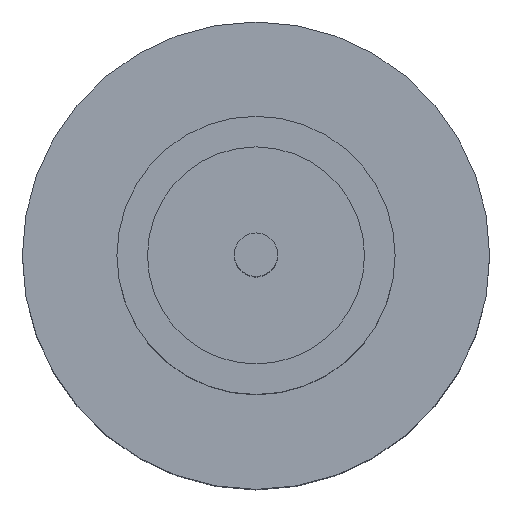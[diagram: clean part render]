
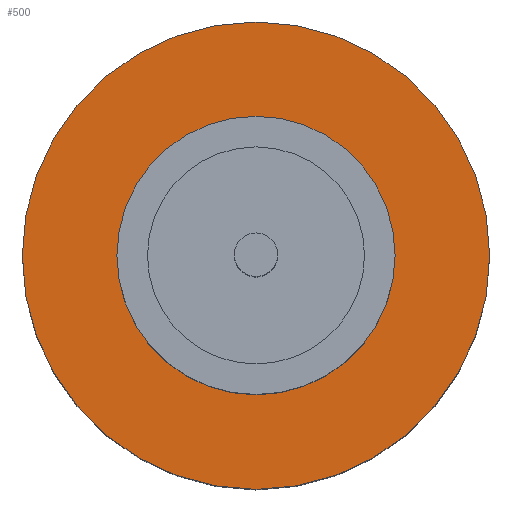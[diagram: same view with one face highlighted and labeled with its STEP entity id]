
A CAD part, top view. The second image highlights one B-rep face of the part: STEP entity #500.
In plain terms, the highlighted planar face has unit normal (0, 0, 1).
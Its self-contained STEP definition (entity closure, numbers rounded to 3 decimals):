
#46 = DIRECTION ( 'NONE',  ( 0., 0., 1. ) ) ;
#97 = CIRCLE ( 'NONE', #324, 1.25 ) ;
#142 = CARTESIAN_POINT ( 'NONE',  ( 1.25, 0., 1.55 ) ) ;
#171 = CARTESIAN_POINT ( 'NONE',  ( 2.1, 0., 1.55 ) ) ;
#213 = EDGE_LOOP ( 'NONE', ( #263, #407 ) ) ;
#244 = DIRECTION ( 'NONE',  ( 1., 0., 0. ) ) ;
#263 = ORIENTED_EDGE ( 'NONE', *, *, #699, .T. ) ;
#264 = AXIS2_PLACEMENT_3D ( 'NONE', #464, #473, #395 ) ;
#285 = CARTESIAN_POINT ( 'NONE',  ( 0., 0., 1.55 ) ) ;
#323 = PLANE ( 'NONE',  #863 ) ;
#324 = AXIS2_PLACEMENT_3D ( 'NONE', #903, #544, #244 ) ;
#325 = CIRCLE ( 'NONE', #571, 2.1 ) ;
#336 = VERTEX_POINT ( 'NONE', #533 ) ;
#344 = EDGE_CURVE ( 'NONE', #517, #765, #97, .T. ) ;
#377 = ORIENTED_EDGE ( 'NONE', *, *, #344, .F. ) ;
#382 = CIRCLE ( 'NONE', #664, 2.1 ) ;
#395 = DIRECTION ( 'NONE',  ( 1., 0., 0. ) ) ;
#396 = EDGE_CURVE ( 'NONE', #765, #517, #413, .T. ) ;
#407 = ORIENTED_EDGE ( 'NONE', *, *, #521, .T. ) ;
#410 = DIRECTION ( 'NONE',  ( 1., 0., 0. ) ) ;
#413 = CIRCLE ( 'NONE', #264, 1.25 ) ;
#425 = DIRECTION ( 'NONE',  ( 1., 0., 0. ) ) ;
#464 = CARTESIAN_POINT ( 'NONE',  ( 0., 0., 1.55 ) ) ;
#473 = DIRECTION ( 'NONE',  ( 0., 0., 1. ) ) ;
#483 = CARTESIAN_POINT ( 'NONE',  ( -1.25, 0., 1.55 ) ) ;
#492 = DIRECTION ( 'NONE',  ( 0., 0., 1. ) ) ;
#500 = ADVANCED_FACE ( 'NONE', ( #536, #702 ), #323, .T. ) ;
#517 = VERTEX_POINT ( 'NONE', #483 ) ;
#521 = EDGE_CURVE ( 'NONE', #919, #336, #325, .T. ) ;
#533 = CARTESIAN_POINT ( 'NONE',  ( -2.1, 0., 1.55 ) ) ;
#536 = FACE_BOUND ( 'NONE', #557, .T. ) ;
#544 = DIRECTION ( 'NONE',  ( 0., 0., 1. ) ) ;
#557 = EDGE_LOOP ( 'NONE', ( #755, #377 ) ) ;
#571 = AXIS2_PLACEMENT_3D ( 'NONE', #689, #492, #410 ) ;
#612 = CARTESIAN_POINT ( 'NONE',  ( 0., 0., 1.55 ) ) ;
#620 = DIRECTION ( 'NONE',  ( 1., 0., 0. ) ) ;
#664 = AXIS2_PLACEMENT_3D ( 'NONE', #285, #943, #425 ) ;
#689 = CARTESIAN_POINT ( 'NONE',  ( 0., 0., 1.55 ) ) ;
#699 = EDGE_CURVE ( 'NONE', #336, #919, #382, .T. ) ;
#702 = FACE_OUTER_BOUND ( 'NONE', #213, .T. ) ;
#755 = ORIENTED_EDGE ( 'NONE', *, *, #396, .F. ) ;
#765 = VERTEX_POINT ( 'NONE', #142 ) ;
#863 = AXIS2_PLACEMENT_3D ( 'NONE', #612, #46, #620 ) ;
#903 = CARTESIAN_POINT ( 'NONE',  ( 0., 0., 1.55 ) ) ;
#919 = VERTEX_POINT ( 'NONE', #171 ) ;
#943 = DIRECTION ( 'NONE',  ( 0., 0., 1. ) ) ;
